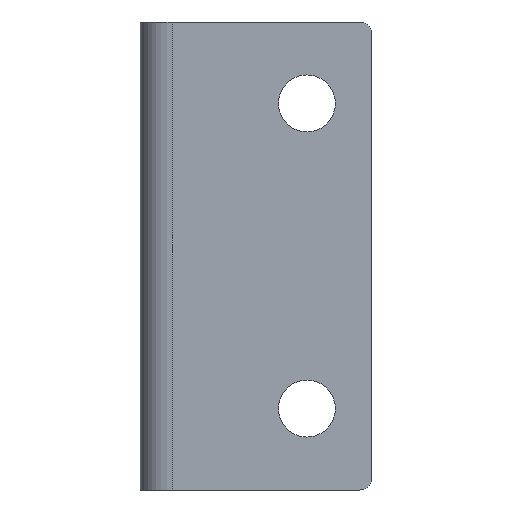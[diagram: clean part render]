
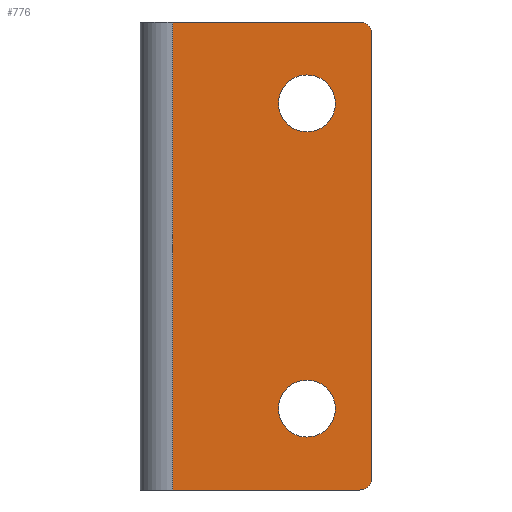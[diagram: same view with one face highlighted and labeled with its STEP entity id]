
A CAD part, front view. The second image highlights one B-rep face of the part: STEP entity #776.
In plain terms, the highlighted planar face has unit normal (0, -1, 0).
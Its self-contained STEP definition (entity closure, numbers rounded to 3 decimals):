
#179=CARTESIAN_POINT('',(8.,0.0,57.5));
#180=VERTEX_POINT('',#179);
#198=CARTESIAN_POINT('',(8.,0.0,-57.5));
#199=VERTEX_POINT('',#198);
#207=CARTESIAN_POINT('',(8.,0.0,-57.5));
#208=DIRECTION('',(0.0,0.0,1.0));
#209=VECTOR('',#208,115.0);
#210=LINE('',#207,#209);
#211=EDGE_CURVE('',#199,#180,#210,.T.);
#310=CARTESIAN_POINT('',(54.0,0.0,57.5));
#311=VERTEX_POINT('',#310);
#312=CARTESIAN_POINT('',(54.0,0.0,57.5));
#313=DIRECTION('',(-1.0,0.0,0.0));
#314=VECTOR('',#313,46.0);
#315=LINE('',#312,#314);
#316=EDGE_CURVE('',#311,#180,#315,.T.);
#360=CARTESIAN_POINT('',(57.0,0.0,-54.5));
#361=VERTEX_POINT('',#360);
#368=CARTESIAN_POINT('',(54.0,0.0,-57.5));
#369=VERTEX_POINT('',#368);
#370=CARTESIAN_POINT('',(54.0,0.,-54.5));
#371=DIRECTION('',(0.,1.0,0.));
#372=DIRECTION('',(0.707,0.,-0.707));
#373=AXIS2_PLACEMENT_3D('',#370,#371,#372);
#374=CIRCLE('',#373,3.);
#375=EDGE_CURVE('',#361,#369,#374,.T.);
#457=CARTESIAN_POINT('',(8.,0.0,-57.5));
#458=DIRECTION('',(1.0,0.0,0.0));
#459=VECTOR('',#458,46.0);
#460=LINE('',#457,#459);
#461=EDGE_CURVE('',#199,#369,#460,.T.);
#505=CARTESIAN_POINT('',(57.0,0.0,54.5));
#506=VERTEX_POINT('',#505);
#507=CARTESIAN_POINT('',(54.0,0.,54.5));
#508=DIRECTION('',(0.,1.0,0.));
#509=DIRECTION('',(0.707,0.,0.707));
#510=AXIS2_PLACEMENT_3D('',#507,#508,#509);
#511=CIRCLE('',#510,3.);
#512=EDGE_CURVE('',#311,#506,#511,.T.);
#551=CARTESIAN_POINT('',(34.0,0.,37.5));
#552=VERTEX_POINT('',#551);
#553=CARTESIAN_POINT('',(41.,0.0,37.5));
#554=DIRECTION('',(0.0,1.0,0.0));
#555=DIRECTION('',(1.0,0.0,0.0));
#556=AXIS2_PLACEMENT_3D('',#553,#554,#555);
#557=CIRCLE('',#556,7.);
#558=EDGE_CURVE('',#552,#552,#557,.T.);
#592=CARTESIAN_POINT('',(34.0,0.,-37.5));
#593=VERTEX_POINT('',#592);
#594=CARTESIAN_POINT('',(41.,0.0,-37.5));
#595=DIRECTION('',(0.0,1.0,0.0));
#596=DIRECTION('',(1.0,0.0,0.0));
#597=AXIS2_PLACEMENT_3D('',#594,#595,#596);
#598=CIRCLE('',#597,7.);
#599=EDGE_CURVE('',#593,#593,#598,.T.);
#748=CARTESIAN_POINT('',(57.0,0.0,-54.5));
#749=DIRECTION('',(0.0,0.0,1.0));
#750=VECTOR('',#749,109.0);
#751=LINE('',#748,#750);
#752=EDGE_CURVE('',#361,#506,#751,.T.);
#757=CARTESIAN_POINT('',(57.0,0.0,0.0));
#758=DIRECTION('',(0.0,-1.0,0.0));
#759=DIRECTION('',(0.0,0.0,-1.0));
#760=AXIS2_PLACEMENT_3D('',#757,#758,#759);
#761=PLANE('',#760);
#762=ORIENTED_EDGE('',*,*,#211,.F.);
#763=ORIENTED_EDGE('',*,*,#461,.T.);
#764=ORIENTED_EDGE('',*,*,#375,.F.);
#765=ORIENTED_EDGE('',*,*,#752,.T.);
#766=ORIENTED_EDGE('',*,*,#512,.F.);
#767=ORIENTED_EDGE('',*,*,#316,.T.);
#768=EDGE_LOOP('',(#762,#763,#764,#765,#766,#767));
#769=FACE_OUTER_BOUND('',#768,.T.);
#770=ORIENTED_EDGE('',*,*,#558,.T.);
#771=EDGE_LOOP('',(#770));
#772=FACE_BOUND('',#771,.T.);
#773=ORIENTED_EDGE('',*,*,#599,.T.);
#774=EDGE_LOOP('',(#773));
#775=FACE_BOUND('',#774,.T.);
#776=ADVANCED_FACE('',(#769,#772,#775),#761,.T.);
